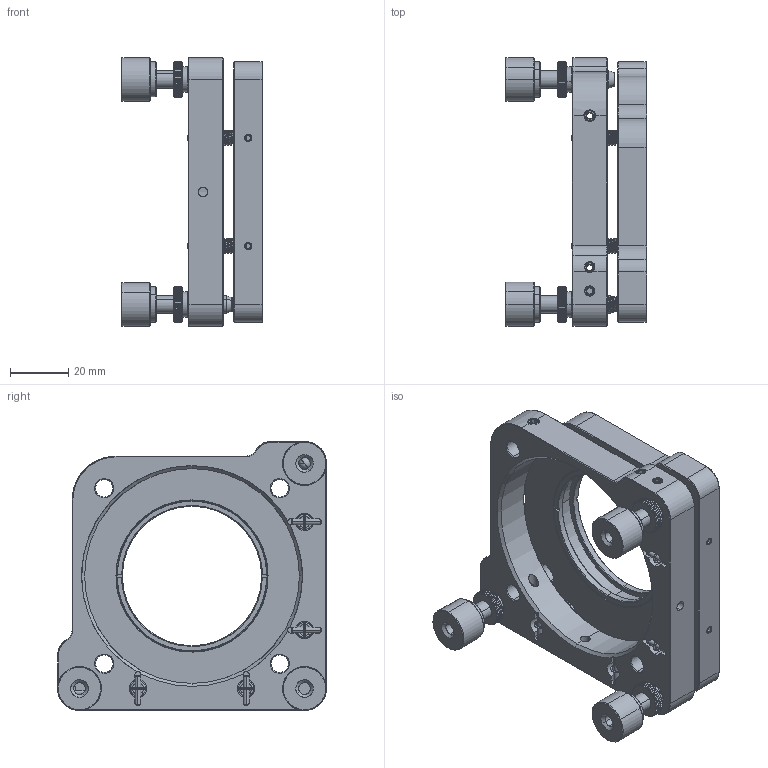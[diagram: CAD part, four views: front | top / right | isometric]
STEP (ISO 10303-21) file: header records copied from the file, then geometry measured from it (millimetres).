
FILE_DESCRIPTION (( 'STEP AP203' ), '1' );
FILE_NAME ('2.3.3_igs.STEP', '2021-11-17T02:03:56', ( '' ), ( '' ), 'SwSTEP 2.0', 'SolidWorks 2020', '' );
FILE_SCHEMA (( 'CONFIG_CONTROL_DESIGN' ));
Products named in the file (1): 2.3.3_igs
Bounding box: 48.43 x 92 x 92 mm (x, y, z)
Surface area: 40965.1 mm2 (no closed solid volume)
Topology: 0 solids, 1159 shells, 1217 faces, 6520 edges, 6458 vertices
Faces by surface type: plane 460, cone 336, cylinder 298, bspline 120, sphere 3
Entity records: 119419 total; most frequent: CARTESIAN_POINT 75614, DIRECTION 7075, ORIENTED_EDGE 6575, EDGE_CURVE 6515, VERTEX_POINT 6455, B_SPLINE_CURVE_WITH_KNOTS 2626, VECTOR 2395, LINE 2395
